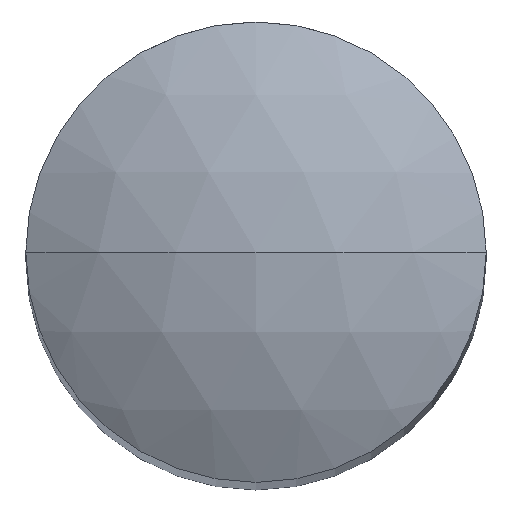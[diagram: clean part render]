
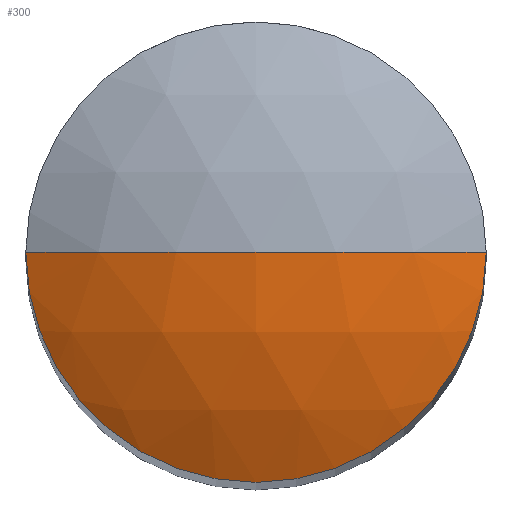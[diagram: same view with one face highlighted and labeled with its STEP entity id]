
A CAD part, top view. The second image highlights one B-rep face of the part: STEP entity #300.
In plain terms, the highlighted spherical face has radius 2.5 mm.
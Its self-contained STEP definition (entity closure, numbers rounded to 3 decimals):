
#9 = CIRCLE ( 'NONE', #282, 1.25 ) ;
#190 = EDGE_CURVE ( 'NONE', #662, #206, #9, .T. ) ;
#206 = VERTEX_POINT ( 'NONE', #430 ) ;
#211 = AXIS2_PLACEMENT_3D ( 'NONE', #329, #297, #275 ) ;
#230 = AXIS2_PLACEMENT_3D ( 'NONE', #525, #532, #537 ) ;
#235 = AXIS2_PLACEMENT_3D ( 'NONE', #466, #434, #468 ) ;
#275 = DIRECTION ( 'NONE',  ( 0., 0., 1. ) ) ;
#282 = AXIS2_PLACEMENT_3D ( 'NONE', #445, #403, #458 ) ;
#297 = DIRECTION ( 'NONE',  ( 0., 1., 0. ) ) ;
#300 = ADVANCED_FACE ( 'NONE', ( #850 ), #547, .T. ) ;
#329 = CARTESIAN_POINT ( 'NONE',  ( 0., 0., 10. ) ) ;
#330 = EDGE_CURVE ( 'NONE', #342, #206, #835, .T. ) ;
#335 = ORIENTED_EDGE ( 'NONE', *, *, #330, .T. ) ;
#341 = EDGE_CURVE ( 'NONE', #342, #662, #677, .T. ) ;
#342 = VERTEX_POINT ( 'NONE', #493 ) ;
#403 = DIRECTION ( 'NONE',  ( 0., 0., -1. ) ) ;
#410 = ORIENTED_EDGE ( 'NONE', *, *, #190, .F. ) ;
#430 = CARTESIAN_POINT ( 'NONE',  ( -1.25, 0., 12.165 ) ) ;
#434 = DIRECTION ( 'NONE',  ( 0., -1., 0. ) ) ;
#445 = CARTESIAN_POINT ( 'NONE',  ( 0., 0., 12.165 ) ) ;
#458 = DIRECTION ( 'NONE',  ( -1., 0., 0. ) ) ;
#466 = CARTESIAN_POINT ( 'NONE',  ( 0., 0., 10. ) ) ;
#468 = DIRECTION ( 'NONE',  ( 1., 0., 0. ) ) ;
#493 = CARTESIAN_POINT ( 'NONE',  ( 0., 0., 12.5 ) ) ;
#525 = CARTESIAN_POINT ( 'NONE',  ( 0., 0., 10. ) ) ;
#532 = DIRECTION ( 'NONE',  ( 0., -1., 0. ) ) ;
#537 = DIRECTION ( 'NONE',  ( 1., 0., 0. ) ) ;
#547 = SPHERICAL_SURFACE ( 'NONE', #235, 2.5 ) ;
#556 = CARTESIAN_POINT ( 'NONE',  ( 1.25, 0., 12.165 ) ) ;
#653 = ORIENTED_EDGE ( 'NONE', *, *, #341, .F. ) ;
#662 = VERTEX_POINT ( 'NONE', #556 ) ;
#677 = CIRCLE ( 'NONE', #211, 2.5 ) ;
#719 = EDGE_LOOP ( 'NONE', ( #653, #335, #410 ) ) ;
#835 = CIRCLE ( 'NONE', #230, 2.5 ) ;
#850 = FACE_OUTER_BOUND ( 'NONE', #719, .T. ) ;
